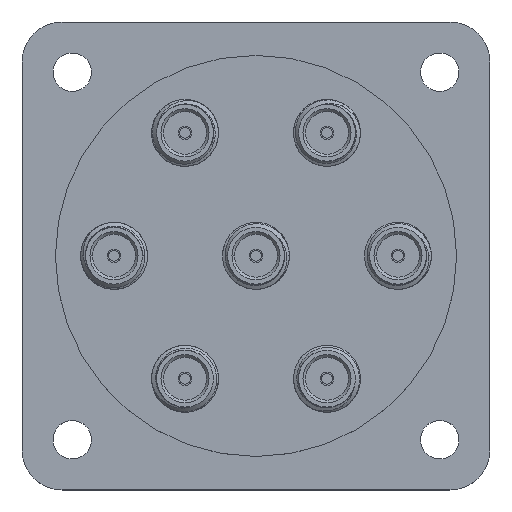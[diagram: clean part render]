
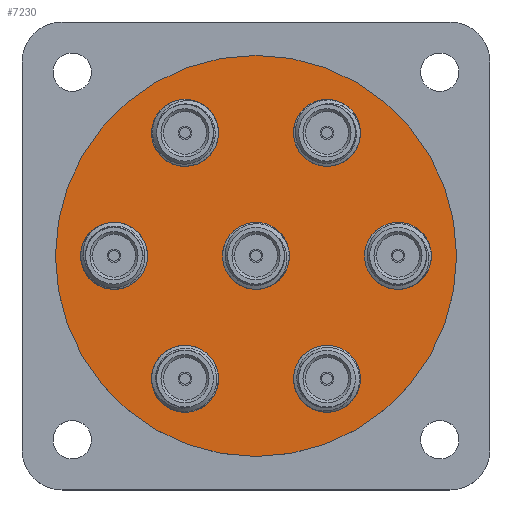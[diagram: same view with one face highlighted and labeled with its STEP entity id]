
A CAD part, top view. The second image highlights one B-rep face of the part: STEP entity #7230.
In plain terms, the highlighted planar face has unit normal (0, 0, 1).
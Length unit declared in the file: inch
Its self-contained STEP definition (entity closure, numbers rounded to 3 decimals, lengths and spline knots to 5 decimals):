
#3730 = DIRECTION ( 'NONE',  ( 1., 0., 0. ) ) ;
#4140 = FACE_OUTER_BOUND ( 'NONE', #13154, .T. ) ;
#4327 = ORIENTED_EDGE ( 'NONE', *, *, #17040, .T. ) ;
#6035 = CARTESIAN_POINT ( 'NONE',  ( 0., 0., 0. ) ) ;
#7230 = ADVANCED_FACE ( 'NONE', ( #4140 ), #36043, .T. ) ;
#10780 = CARTESIAN_POINT ( 'NONE',  ( 0., 0., 0. ) ) ;
#11596 = CARTESIAN_POINT ( 'NONE',  ( 0.75, 0., 0. ) ) ;
#13154 = EDGE_LOOP ( 'NONE', ( #32244, #4327 ) ) ;
#16289 = AXIS2_PLACEMENT_3D ( 'NONE', #10780, #25096, #3730 ) ;
#16805 = EDGE_CURVE ( 'NONE', #30745, #20520, #28298, .T. ) ;
#17040 = EDGE_CURVE ( 'NONE', #20520, #30745, #35766, .T. ) ;
#17396 = CARTESIAN_POINT ( 'NONE',  ( -0.75, 0., 0. ) ) ;
#20370 = DIRECTION ( 'NONE',  ( 1., 0., 0. ) ) ;
#20520 = VERTEX_POINT ( 'NONE', #17396 ) ;
#25096 = DIRECTION ( 'NONE',  ( 0., 0., 1. ) ) ;
#25288 = DIRECTION ( 'NONE',  ( 0., 0., 1. ) ) ;
#28298 = CIRCLE ( 'NONE', #16289, 0.75 ) ;
#29018 = AXIS2_PLACEMENT_3D ( 'NONE', #6035, #31153, #20370 ) ;
#30235 = AXIS2_PLACEMENT_3D ( 'NONE', #32525, #25288, #33218 ) ;
#30745 = VERTEX_POINT ( 'NONE', #11596 ) ;
#31153 = DIRECTION ( 'NONE',  ( 0., 0., 1. ) ) ;
#32244 = ORIENTED_EDGE ( 'NONE', *, *, #16805, .T. ) ;
#32525 = CARTESIAN_POINT ( 'NONE',  ( 0., 0., 0. ) ) ;
#33218 = DIRECTION ( 'NONE',  ( 1., 0., 0. ) ) ;
#35766 = CIRCLE ( 'NONE', #29018, 0.75 ) ;
#36043 = PLANE ( 'NONE',  #30235 ) ;
